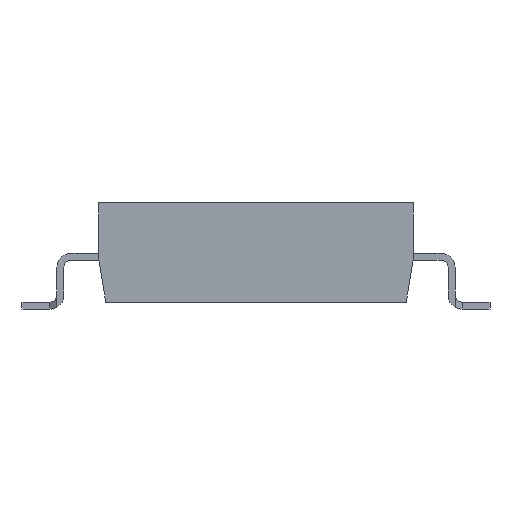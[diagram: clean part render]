
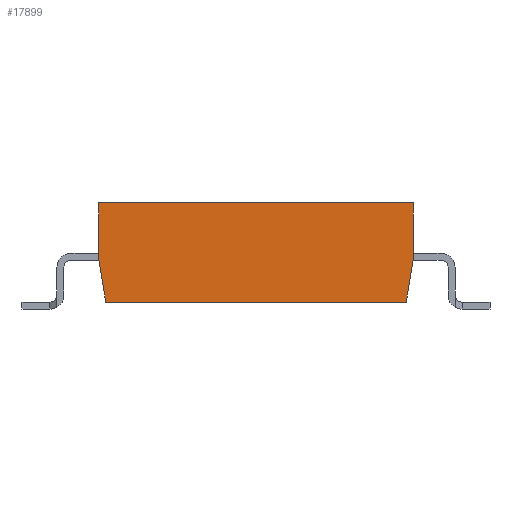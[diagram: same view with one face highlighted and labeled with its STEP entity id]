
A CAD part, left-side view. The second image highlights one B-rep face of the part: STEP entity #17899.
In plain terms, the highlighted planar face has unit normal (-1, 0, 0).
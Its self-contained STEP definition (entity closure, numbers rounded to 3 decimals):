
#7009=CARTESIAN_POINT('',(-5.695,2.25,0.6));
#7010=VERTEX_POINT('',#7009);
#7017=CARTESIAN_POINT('',(-5.695,2.25,1.42));
#7018=VERTEX_POINT('',#7017);
#7019=CARTESIAN_POINT('',(-5.695,2.25,0.6));
#7020=DIRECTION('',(0.0,0.0,1.0));
#7021=VECTOR('',#7020,0.82);
#7022=LINE('',#7019,#7021);
#7023=EDGE_CURVE('',#7010,#7018,#7022,.T.);
#14259=CARTESIAN_POINT('',(-5.695,-2.25,1.42));
#14260=VERTEX_POINT('',#14259);
#14261=CARTESIAN_POINT('',(-5.695,-2.25,1.42));
#14262=DIRECTION('',(0.0,1.0,0.0));
#14263=VECTOR('',#14262,4.5);
#14264=LINE('',#14261,#14263);
#14265=EDGE_CURVE('',#14260,#7018,#14264,.T.);
#17689=CARTESIAN_POINT('',(-5.695,-2.15,0.0));
#17690=VERTEX_POINT('',#17689);
#17691=CARTESIAN_POINT('',(-5.695,-2.25,0.6));
#17692=VERTEX_POINT('',#17691);
#17693=CARTESIAN_POINT('',(-5.695,-2.15,0.0));
#17694=DIRECTION('',(0.0,-0.164,0.986));
#17695=VECTOR('',#17694,0.608);
#17696=LINE('',#17693,#17695);
#17697=EDGE_CURVE('',#17690,#17692,#17696,.T.);
#17785=CARTESIAN_POINT('',(-5.695,2.15,0.0));
#17786=VERTEX_POINT('',#17785);
#17787=CARTESIAN_POINT('',(-5.695,2.25,0.6));
#17788=DIRECTION('',(0.0,-0.164,-0.986));
#17789=VECTOR('',#17788,0.608);
#17790=LINE('',#17787,#17789);
#17791=EDGE_CURVE('',#7010,#17786,#17790,.T.);
#17841=CARTESIAN_POINT('',(-5.695,-2.25,0.6));
#17842=DIRECTION('',(0.0,0.0,1.0));
#17843=VECTOR('',#17842,0.82);
#17844=LINE('',#17841,#17843);
#17845=EDGE_CURVE('',#17692,#14260,#17844,.T.);
#17881=CARTESIAN_POINT('',(-5.695,-2.25,0.0));
#17882=DIRECTION('',(-1.0,0.0,0.0));
#17883=DIRECTION('',(0.0,0.0,1.0));
#17884=AXIS2_PLACEMENT_3D('',#17881,#17882,#17883);
#17885=PLANE('',#17884);
#17886=ORIENTED_EDGE('',*,*,#17697,.T.);
#17887=ORIENTED_EDGE('',*,*,#17845,.T.);
#17888=ORIENTED_EDGE('',*,*,#14265,.T.);
#17889=ORIENTED_EDGE('',*,*,#7023,.F.);
#17890=ORIENTED_EDGE('',*,*,#17791,.T.);
#17891=CARTESIAN_POINT('',(-5.695,-2.15,0.0));
#17892=DIRECTION('',(0.0,1.0,0.0));
#17893=VECTOR('',#17892,4.3);
#17894=LINE('',#17891,#17893);
#17895=EDGE_CURVE('',#17690,#17786,#17894,.T.);
#17896=ORIENTED_EDGE('',*,*,#17895,.F.);
#17897=EDGE_LOOP('',(#17886,#17887,#17888,#17889,#17890,#17896));
#17898=FACE_OUTER_BOUND('',#17897,.T.);
#17899=ADVANCED_FACE('',(#17898),#17885,.T.);
